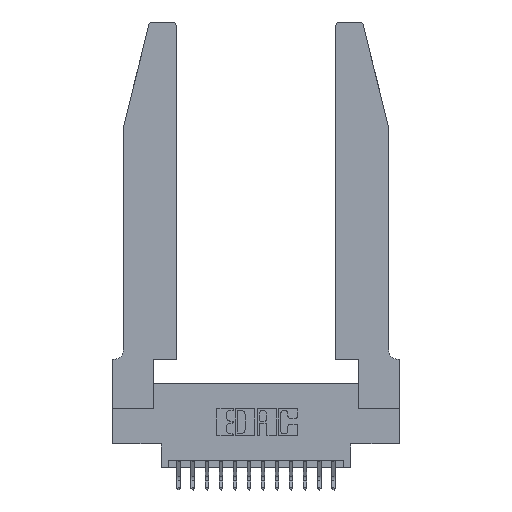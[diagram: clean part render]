
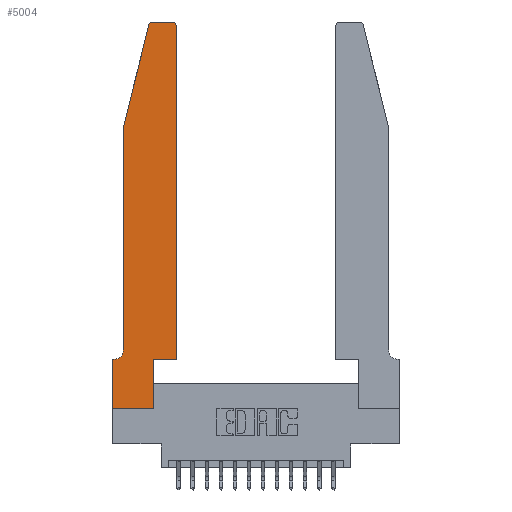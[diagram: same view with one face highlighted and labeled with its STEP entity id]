
A CAD part, top view. The second image highlights one B-rep face of the part: STEP entity #5004.
In plain terms, the highlighted planar face has unit normal (0, 0, 1).
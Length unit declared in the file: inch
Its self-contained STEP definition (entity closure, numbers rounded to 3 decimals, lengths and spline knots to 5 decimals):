
#185 = CARTESIAN_POINT ( 'NONE',  ( 0.0755, 0.35, 0.37 ) ) ;
#410 = VERTEX_POINT ( 'NONE', #7889 ) ;
#626 = DIRECTION ( 'NONE',  ( 0., 0., 1. ) ) ;
#688 = LINE ( 'NONE', #2456, #6533 ) ;
#1053 = ORIENTED_EDGE ( 'NONE', *, *, #13807, .T. ) ;
#1144 = VERTEX_POINT ( 'NONE', #9884 ) ;
#1514 = LINE ( 'NONE', #15129, #16118 ) ;
#1604 = CARTESIAN_POINT ( 'NONE',  ( 0.4505, 0.35, 0.37 ) ) ;
#1724 = DIRECTION ( 'NONE',  ( 1., 0., 0. ) ) ;
#1804 = EDGE_CURVE ( 'NONE', #4581, #1144, #9913, .T. ) ;
#2025 = LINE ( 'NONE', #185, #5377 ) ;
#2062 = EDGE_CURVE ( 'NONE', #9174, #7495, #688, .T. ) ;
#2225 = EDGE_CURVE ( 'NONE', #16617, #4922, #2025, .T. ) ;
#2390 = LINE ( 'NONE', #1604, #3277 ) ;
#2456 = CARTESIAN_POINT ( 'NONE',  ( 0.2865, 0.35, 0.37 ) ) ;
#2557 = CARTESIAN_POINT ( 'NONE',  ( 0.0755, 0.42, 0.37 ) ) ;
#3000 = CARTESIAN_POINT ( 'NONE',  ( 0., 0., 0.37 ) ) ;
#3206 = VERTEX_POINT ( 'NONE', #2557 ) ;
#3277 = VECTOR ( 'NONE', #1724, 39.37008 ) ;
#3329 = DIRECTION ( 'NONE',  ( 0., 0., -1. ) ) ;
#4134 = EDGE_CURVE ( 'NONE', #7495, #9329, #2390, .T. ) ;
#4356 = ORIENTED_EDGE ( 'NONE', *, *, #2225, .T. ) ;
#4404 = DIRECTION ( 'NONE',  ( 0., 1., 0. ) ) ;
#4488 = CARTESIAN_POINT ( 'NONE',  ( 0.2605, 2.75, 0.37 ) ) ;
#4581 = VERTEX_POINT ( 'NONE', #7467 ) ;
#4682 = DIRECTION ( 'NONE',  ( -1., 0., 0. ) ) ;
#4922 = VERTEX_POINT ( 'NONE', #15389 ) ;
#5004 = ADVANCED_FACE ( 'NONE', ( #7794 ), #7595, .T. ) ;
#5377 = VECTOR ( 'NONE', #6981, 39.37008 ) ;
#6019 = EDGE_CURVE ( 'NONE', #9397, #4581, #11943, .T. ) ;
#6434 = DIRECTION ( 'NONE',  ( -1., 0., 0. ) ) ;
#6533 = VECTOR ( 'NONE', #12511, 39.37008 ) ;
#6591 = CARTESIAN_POINT ( 'NONE',  ( 0.284, 2.72, 0.37 ) ) ;
#6636 = AXIS2_PLACEMENT_3D ( 'NONE', #14835, #3329, #6434 ) ;
#6784 = VECTOR ( 'NONE', #4682, 39.37008 ) ;
#6903 = DIRECTION ( 'NONE',  ( 1., 0., 0. ) ) ;
#6981 = DIRECTION ( 'NONE',  ( -1., 0., 0. ) ) ;
#7237 = ORIENTED_EDGE ( 'NONE', *, *, #4134, .T. ) ;
#7345 = AXIS2_PLACEMENT_3D ( 'NONE', #6591, #13743, #18114 ) ;
#7398 = LINE ( 'NONE', #8297, #7843 ) ;
#7467 = CARTESIAN_POINT ( 'NONE',  ( 0.284, 2.75, 0.37 ) ) ;
#7495 = VERTEX_POINT ( 'NONE', #18331 ) ;
#7595 = PLANE ( 'NONE',  #15309 ) ;
#7744 = ORIENTED_EDGE ( 'NONE', *, *, #13435, .T. ) ;
#7794 = FACE_OUTER_BOUND ( 'NONE', #18178, .T. ) ;
#7843 = VECTOR ( 'NONE', #12549, 39.37008 ) ;
#7870 = ORIENTED_EDGE ( 'NONE', *, *, #6019, .T. ) ;
#7889 = CARTESIAN_POINT ( 'NONE',  ( 0.0755, 2., 0.37 ) ) ;
#8297 = CARTESIAN_POINT ( 'NONE',  ( 0., 0., 0.37 ) ) ;
#8334 = VERTEX_POINT ( 'NONE', #14475 ) ;
#8472 = ORIENTED_EDGE ( 'NONE', *, *, #12442, .T. ) ;
#8591 = VECTOR ( 'NONE', #17181, 39.37008 ) ;
#8825 = CARTESIAN_POINT ( 'NONE',  ( 0.4505, 0.35, 0.37 ) ) ;
#8994 = CARTESIAN_POINT ( 'NONE',  ( 0.4205, 2.72, 0.37 ) ) ;
#9038 = DIRECTION ( 'NONE',  ( -0.239, -0.971, 0. ) ) ;
#9174 = VERTEX_POINT ( 'NONE', #15358 ) ;
#9329 = VERTEX_POINT ( 'NONE', #17402 ) ;
#9397 = VERTEX_POINT ( 'NONE', #13135 ) ;
#9473 = AXIS2_PLACEMENT_3D ( 'NONE', #8994, #626, #12055 ) ;
#9884 = CARTESIAN_POINT ( 'NONE',  ( 0.25487, 2.72718, 0.37 ) ) ;
#9913 = CIRCLE ( 'NONE', #7345, 0.03 ) ;
#10104 = ORIENTED_EDGE ( 'NONE', *, *, #17086, .T. ) ;
#10116 = CARTESIAN_POINT ( 'NONE',  ( 0.4505, 2.72, 0.37 ) ) ;
#10381 = LINE ( 'NONE', #3000, #8591 ) ;
#11052 = CARTESIAN_POINT ( 'NONE',  ( 0., 0.35, 0.37 ) ) ;
#11205 = ORIENTED_EDGE ( 'NONE', *, *, #1804, .T. ) ;
#11309 = DIRECTION ( 'NONE',  ( 0., 0., 1. ) ) ;
#11943 = LINE ( 'NONE', #4488, #6784 ) ;
#12011 = CIRCLE ( 'NONE', #6636, 0.07 ) ;
#12055 = DIRECTION ( 'NONE',  ( 1., 0., 0. ) ) ;
#12442 = EDGE_CURVE ( 'NONE', #14898, #9397, #15732, .T. ) ;
#12511 = DIRECTION ( 'NONE',  ( 0., 1., 0. ) ) ;
#12549 = DIRECTION ( 'NONE',  ( 1., 0., 0. ) ) ;
#12821 = ORIENTED_EDGE ( 'NONE', *, *, #18529, .T. ) ;
#13064 = EDGE_CURVE ( 'NONE', #8334, #9174, #7398, .T. ) ;
#13135 = CARTESIAN_POINT ( 'NONE',  ( 0.4205, 2.75, 0.37 ) ) ;
#13435 = EDGE_CURVE ( 'NONE', #410, #3206, #1514, .T. ) ;
#13743 = DIRECTION ( 'NONE',  ( 0., 0., 1. ) ) ;
#13807 = EDGE_CURVE ( 'NONE', #9329, #14898, #15001, .T. ) ;
#14475 = CARTESIAN_POINT ( 'NONE',  ( 0., 0., 0.37 ) ) ;
#14795 = CARTESIAN_POINT ( 'NONE',  ( 0.0755, 2., 0.37 ) ) ;
#14835 = CARTESIAN_POINT ( 'NONE',  ( 0.0055, 0.42, 0.37 ) ) ;
#14891 = LINE ( 'NONE', #14795, #17787 ) ;
#14898 = VERTEX_POINT ( 'NONE', #10116 ) ;
#15001 = LINE ( 'NONE', #8825, #15889 ) ;
#15129 = CARTESIAN_POINT ( 'NONE',  ( 0.0755, 2., 0.37 ) ) ;
#15297 = ORIENTED_EDGE ( 'NONE', *, *, #15973, .T. ) ;
#15309 = AXIS2_PLACEMENT_3D ( 'NONE', #11052, #11309, #6903 ) ;
#15358 = CARTESIAN_POINT ( 'NONE',  ( 0.2865, 0., 0.37 ) ) ;
#15389 = CARTESIAN_POINT ( 'NONE',  ( 0., 0.35, 0.37 ) ) ;
#15732 = CIRCLE ( 'NONE', #9473, 0.03 ) ;
#15889 = VECTOR ( 'NONE', #4404, 39.37008 ) ;
#15973 = EDGE_CURVE ( 'NONE', #3206, #16617, #12011, .T. ) ;
#16118 = VECTOR ( 'NONE', #16534, 39.37008 ) ;
#16310 = CARTESIAN_POINT ( 'NONE',  ( 0.0055, 0.35, 0.37 ) ) ;
#16534 = DIRECTION ( 'NONE',  ( 0., -1., 0. ) ) ;
#16617 = VERTEX_POINT ( 'NONE', #16310 ) ;
#17033 = ORIENTED_EDGE ( 'NONE', *, *, #13064, .T. ) ;
#17086 = EDGE_CURVE ( 'NONE', #1144, #410, #14891, .T. ) ;
#17181 = DIRECTION ( 'NONE',  ( 0., -1., 0. ) ) ;
#17402 = CARTESIAN_POINT ( 'NONE',  ( 0.4505, 0.35, 0.37 ) ) ;
#17787 = VECTOR ( 'NONE', #9038, 39.37008 ) ;
#18114 = DIRECTION ( 'NONE',  ( 1., 0., 0. ) ) ;
#18178 = EDGE_LOOP ( 'NONE', ( #7870, #11205, #10104, #7744, #15297, #4356, #12821, #17033, #18283, #7237, #1053, #8472 ) ) ;
#18283 = ORIENTED_EDGE ( 'NONE', *, *, #2062, .T. ) ;
#18331 = CARTESIAN_POINT ( 'NONE',  ( 0.2865, 0.35, 0.37 ) ) ;
#18529 = EDGE_CURVE ( 'NONE', #4922, #8334, #10381, .T. ) ;
